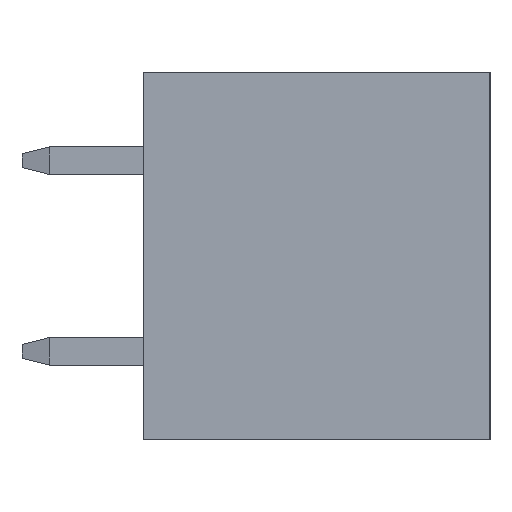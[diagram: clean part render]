
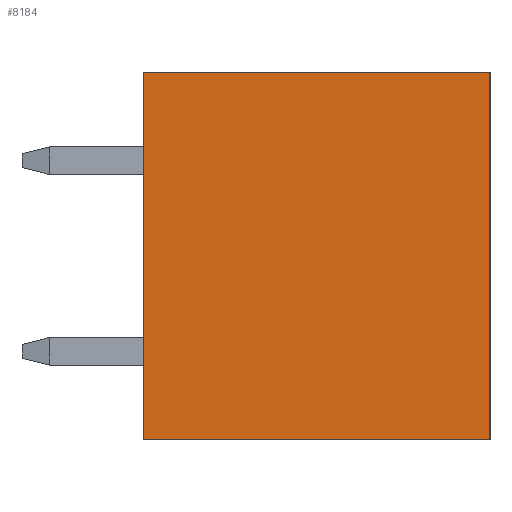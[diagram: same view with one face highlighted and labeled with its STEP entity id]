
A CAD part, left-side view. The second image highlights one B-rep face of the part: STEP entity #8184.
In plain terms, the highlighted planar face has unit normal (-1, 0, 0).
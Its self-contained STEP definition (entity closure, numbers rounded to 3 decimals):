
#1009=LINE('',#13230,#1917);
#1019=LINE('',#13251,#1927);
#1024=LINE('',#13260,#1932);
#1047=LINE('',#13302,#1955);
#1917=VECTOR('',#10812,1000.);
#1927=VECTOR('',#10826,1000.);
#1932=VECTOR('',#10833,1000.);
#1955=VECTOR('',#10864,1000.);
#3910=ORIENTED_EDGE('',*,*,#5322,.T.);
#3911=ORIENTED_EDGE('',*,*,#5312,.T.);
#3912=ORIENTED_EDGE('',*,*,#5353,.T.);
#3913=ORIENTED_EDGE('',*,*,#5327,.T.);
#5312=EDGE_CURVE('',#6147,#6146,#1009,.T.);
#5322=EDGE_CURVE('',#6156,#6147,#1019,.T.);
#5327=EDGE_CURVE('',#6159,#6156,#1024,.T.);
#5353=EDGE_CURVE('',#6146,#6159,#1047,.T.);
#6146=VERTEX_POINT('',#13229);
#6147=VERTEX_POINT('',#13231);
#6156=VERTEX_POINT('',#13252);
#6159=VERTEX_POINT('',#13261);
#6863=EDGE_LOOP('',(#3910,#3911,#3912,#3913));
#7405=FACE_BOUND('',#6863,.T.);
#7756=PLANE('',#8866);
#8184=ADVANCED_FACE('',(#7405),#7756,.T.);
#8866=AXIS2_PLACEMENT_3D('',#13303,#10865,#10866);
#10812=DIRECTION('',(0.,-1.,0.));
#10826=DIRECTION('',(0.,0.,-1.));
#10833=DIRECTION('',(0.,1.,0.));
#10864=DIRECTION('',(0.,0.,1.));
#10865=DIRECTION('',(-1.,0.,0.));
#10866=DIRECTION('',(0.,0.,1.));
#13229=CARTESIAN_POINT('',(-10.9,-5.,-5.3));
#13230=CARTESIAN_POINT('',(-10.9,5.,-5.3));
#13231=CARTESIAN_POINT('',(-10.9,5.,-5.3));
#13251=CARTESIAN_POINT('',(-10.9,5.,5.3));
#13252=CARTESIAN_POINT('',(-10.9,5.,5.3));
#13260=CARTESIAN_POINT('',(-10.9,-5.,5.3));
#13261=CARTESIAN_POINT('',(-10.9,-5.,5.3));
#13302=CARTESIAN_POINT('',(-10.9,-5.,-5.3));
#13303=CARTESIAN_POINT('',(-10.9,0.,0.));
